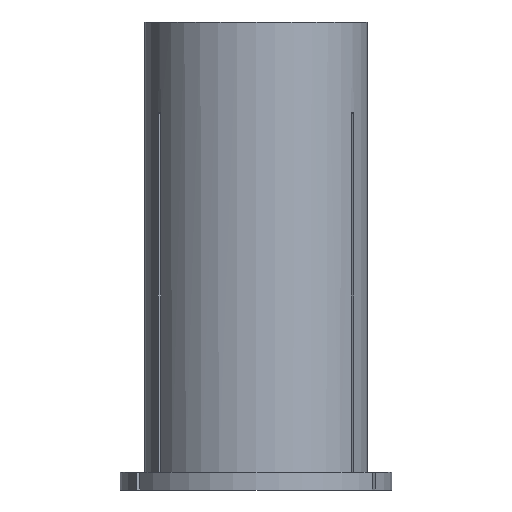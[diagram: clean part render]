
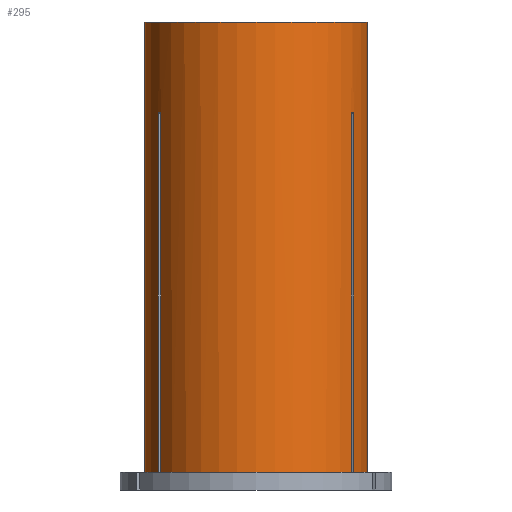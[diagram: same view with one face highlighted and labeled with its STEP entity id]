
A CAD part, front view. The second image highlights one B-rep face of the part: STEP entity #295.
In plain terms, the highlighted cylindrical face has radius 12.5 mm (diameter 25 mm), a partial arc.
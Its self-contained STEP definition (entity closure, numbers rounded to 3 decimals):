
#25 = CARTESIAN_POINT ( 'NONE',  ( 0., 0., -50.5 ) ) ;
#37 = EDGE_CURVE ( 'NONE', #1276, #224, #300, .T. ) ;
#39 = LINE ( 'NONE', #450, #255 ) ;
#40 = VERTEX_POINT ( 'NONE', #555 ) ;
#49 = AXIS2_PLACEMENT_3D ( 'NONE', #167, #858, #1081 ) ;
#55 = CIRCLE ( 'NONE', #871, 12.5 ) ;
#57 = DIRECTION ( 'NONE',  ( 0., 0., 1. ) ) ;
#108 = VERTEX_POINT ( 'NONE', #724 ) ;
#120 = VECTOR ( 'NONE', #141, 1000. ) ;
#141 = DIRECTION ( 'NONE',  ( 0., 0., 1. ) ) ;
#144 = CARTESIAN_POINT ( 'NONE',  ( 10.972, -5.988, 0. ) ) ;
#151 = DIRECTION ( 'NONE',  ( 0., 0., 1. ) ) ;
#153 = CIRCLE ( 'NONE', #1229, 12.5 ) ;
#167 = CARTESIAN_POINT ( 'NONE',  ( 0., 0., 0. ) ) ;
#173 = CARTESIAN_POINT ( 'NONE',  ( -10.972, -5.988, 0. ) ) ;
#224 = VERTEX_POINT ( 'NONE', #1278 ) ;
#231 = ORIENTED_EDGE ( 'NONE', *, *, #313, .T. ) ;
#241 = DIRECTION ( 'NONE',  ( 0., 0., 1. ) ) ;
#252 = VERTEX_POINT ( 'NONE', #598 ) ;
#255 = VECTOR ( 'NONE', #57, 1000. ) ;
#264 = CYLINDRICAL_SURFACE ( 'NONE', #49, 12.5 ) ;
#282 = ORIENTED_EDGE ( 'NONE', *, *, #758, .F. ) ;
#292 = VERTEX_POINT ( 'NONE', #1173 ) ;
#295 = ADVANCED_FACE ( 'NONE', ( #1057 ), #264, .T. ) ;
#300 = LINE ( 'NONE', #424, #526 ) ;
#307 = ORIENTED_EDGE ( 'NONE', *, *, #1285, .T. ) ;
#313 = EDGE_CURVE ( 'NONE', #252, #427, #1169, .T. ) ;
#329 = DIRECTION ( 'NONE',  ( 1., 0., 0. ) ) ;
#332 = AXIS2_PLACEMENT_3D ( 'NONE', #873, #781, #1290 ) ;
#343 = LINE ( 'NONE', #144, #1138 ) ;
#344 = ORIENTED_EDGE ( 'NONE', *, *, #1120, .F. ) ;
#370 = CARTESIAN_POINT ( 'NONE',  ( -10.924, -6.076, -10.187 ) ) ;
#386 = LINE ( 'NONE', #542, #120 ) ;
#391 = CARTESIAN_POINT ( 'NONE',  ( -12.5, 0., 0. ) ) ;
#405 = VERTEX_POINT ( 'NONE', #579 ) ;
#411 = ORIENTED_EDGE ( 'NONE', *, *, #1250, .T. ) ;
#417 = VERTEX_POINT ( 'NONE', #663 ) ;
#424 = CARTESIAN_POINT ( 'NONE',  ( -10.672, -6.508, 0. ) ) ;
#427 = VERTEX_POINT ( 'NONE', #1274 ) ;
#450 = CARTESIAN_POINT ( 'NONE',  ( 10.672, -6.508, 0. ) ) ;
#453 = CARTESIAN_POINT ( 'NONE',  ( -10.672, -6.508, -50.5 ) ) ;
#461 = CARTESIAN_POINT ( 'NONE',  ( 0., 0., -50.5 ) ) ;
#483 = CARTESIAN_POINT ( 'NONE',  ( -10.972, -5.988, -10.189 ) ) ;
#488 = B_SPLINE_CURVE_WITH_KNOTS ( 'NONE', 3,
 ( #483, #370, #679, #934, #753 ),
 .UNSPECIFIED., .F., .F.,
 ( 4, 1, 4 ),
 ( 0.076, 0.076, 0.077 ),
 .UNSPECIFIED. ) ;
#502 = LINE ( 'NONE', #173, #1005 ) ;
#512 = EDGE_CURVE ( 'NONE', #417, #292, #386, .T. ) ;
#526 = VECTOR ( 'NONE', #566, 1000. ) ;
#532 = ORIENTED_EDGE ( 'NONE', *, *, #1001, .T. ) ;
#542 = CARTESIAN_POINT ( 'NONE',  ( 12.5, 0., 0. ) ) ;
#549 = CIRCLE ( 'NONE', #1201, 12.5 ) ;
#555 = CARTESIAN_POINT ( 'NONE',  ( -12.5, 0., -50.5 ) ) ;
#566 = DIRECTION ( 'NONE',  ( 0., 0., 1. ) ) ;
#579 = CARTESIAN_POINT ( 'NONE',  ( 10.672, -6.508, -50.5 ) ) ;
#589 = CARTESIAN_POINT ( 'NONE',  ( 10.972, -5.988, -10.189 ) ) ;
#598 = CARTESIAN_POINT ( 'NONE',  ( 10.672, -6.508, -10.189 ) ) ;
#643 = EDGE_CURVE ( 'NONE', #1095, #792, #502, .T. ) ;
#663 = CARTESIAN_POINT ( 'NONE',  ( 12.5, 0., -50.5 ) ) ;
#679 = CARTESIAN_POINT ( 'NONE',  ( -10.826, -6.251, -10.186 ) ) ;
#682 = VECTOR ( 'NONE', #957, 1000. ) ;
#684 = ORIENTED_EDGE ( 'NONE', *, *, #37, .F. ) ;
#686 = EDGE_CURVE ( 'NONE', #792, #224, #488, .T. ) ;
#689 = CARTESIAN_POINT ( 'NONE',  ( 10.672, -6.508, -10.189 ) ) ;
#718 = DIRECTION ( 'NONE',  ( 0., 0., 1. ) ) ;
#724 = CARTESIAN_POINT ( 'NONE',  ( -12.5, 0., 0. ) ) ;
#736 = VERTEX_POINT ( 'NONE', #977 ) ;
#747 = CARTESIAN_POINT ( 'NONE',  ( 0., 0., -50.5 ) ) ;
#753 = CARTESIAN_POINT ( 'NONE',  ( -10.672, -6.508, -10.189 ) ) ;
#756 = ORIENTED_EDGE ( 'NONE', *, *, #686, .T. ) ;
#757 = ORIENTED_EDGE ( 'NONE', *, *, #643, .T. ) ;
#758 = EDGE_CURVE ( 'NONE', #40, #108, #983, .T. ) ;
#759 = DIRECTION ( 'NONE',  ( 0., 0., 1. ) ) ;
#781 = DIRECTION ( 'NONE',  ( 0., 0., 1. ) ) ;
#792 = VERTEX_POINT ( 'NONE', #1179 ) ;
#814 = DIRECTION ( 'NONE',  ( 0., 0., 1. ) ) ;
#832 = CARTESIAN_POINT ( 'NONE',  ( -10.972, -5.988, -50.5 ) ) ;
#837 = DIRECTION ( 'NONE',  ( 1., 0., 0. ) ) ;
#844 = EDGE_CURVE ( 'NONE', #736, #427, #343, .T. ) ;
#846 = CIRCLE ( 'NONE', #332, 12.5 ) ;
#858 = DIRECTION ( 'NONE',  ( 0., 0., 1. ) ) ;
#871 = AXIS2_PLACEMENT_3D ( 'NONE', #25, #814, #329 ) ;
#873 = CARTESIAN_POINT ( 'NONE',  ( 0., 0., 0. ) ) ;
#883 = EDGE_CURVE ( 'NONE', #736, #417, #55, .T. ) ;
#934 = CARTESIAN_POINT ( 'NONE',  ( -10.724, -6.423, -10.187 ) ) ;
#942 = CARTESIAN_POINT ( 'NONE',  ( 10.826, -6.25, -10.186 ) ) ;
#957 = DIRECTION ( 'NONE',  ( 0., 0., 1. ) ) ;
#977 = CARTESIAN_POINT ( 'NONE',  ( 10.972, -5.988, -50.5 ) ) ;
#983 = LINE ( 'NONE', #391, #682 ) ;
#1001 = EDGE_CURVE ( 'NONE', #1276, #405, #153, .T. ) ;
#1005 = VECTOR ( 'NONE', #759, 1000. ) ;
#1033 = DIRECTION ( 'NONE',  ( 1., 0., 0. ) ) ;
#1057 = FACE_OUTER_BOUND ( 'NONE', #1294, .T. ) ;
#1081 = DIRECTION ( 'NONE',  ( 1., 0., 0. ) ) ;
#1095 = VERTEX_POINT ( 'NONE', #832 ) ;
#1120 = EDGE_CURVE ( 'NONE', #108, #292, #846, .T. ) ;
#1138 = VECTOR ( 'NONE', #718, 1000. ) ;
#1154 = CARTESIAN_POINT ( 'NONE',  ( 10.924, -6.076, -10.187 ) ) ;
#1169 = B_SPLINE_CURVE_WITH_KNOTS ( 'NONE', 3,
 ( #689, #1175, #942, #1154, #589 ),
 .UNSPECIFIED., .F., .F.,
 ( 4, 1, 4 ),
 ( 0.082, 0.083, 0.083 ),
 .UNSPECIFIED. ) ;
#1173 = CARTESIAN_POINT ( 'NONE',  ( 12.5, 0., 0. ) ) ;
#1175 = CARTESIAN_POINT ( 'NONE',  ( 10.724, -6.423, -10.187 ) ) ;
#1179 = CARTESIAN_POINT ( 'NONE',  ( -10.972, -5.988, -10.189 ) ) ;
#1201 = AXIS2_PLACEMENT_3D ( 'NONE', #747, #151, #837 ) ;
#1210 = ORIENTED_EDGE ( 'NONE', *, *, #844, .F. ) ;
#1229 = AXIS2_PLACEMENT_3D ( 'NONE', #461, #241, #1033 ) ;
#1239 = ORIENTED_EDGE ( 'NONE', *, *, #883, .T. ) ;
#1250 = EDGE_CURVE ( 'NONE', #405, #252, #39, .T. ) ;
#1274 = CARTESIAN_POINT ( 'NONE',  ( 10.972, -5.988, -10.189 ) ) ;
#1275 = ORIENTED_EDGE ( 'NONE', *, *, #512, .T. ) ;
#1276 = VERTEX_POINT ( 'NONE', #453 ) ;
#1278 = CARTESIAN_POINT ( 'NONE',  ( -10.672, -6.508, -10.189 ) ) ;
#1285 = EDGE_CURVE ( 'NONE', #40, #1095, #549, .T. ) ;
#1290 = DIRECTION ( 'NONE',  ( 1., 0., 0. ) ) ;
#1294 = EDGE_LOOP ( 'NONE', ( #282, #307, #757, #756, #684, #532, #411, #231, #1210, #1239, #1275, #344 ) ) ;
